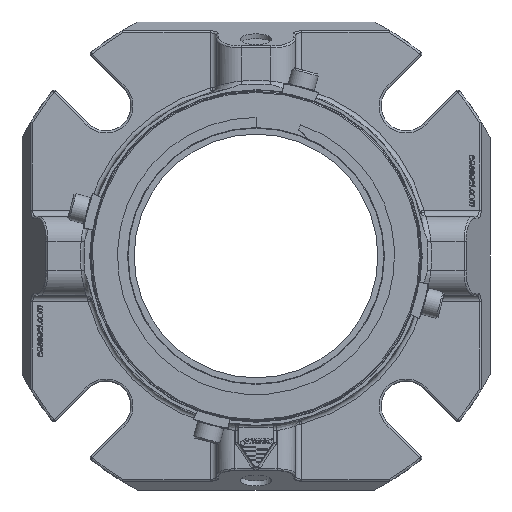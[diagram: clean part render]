
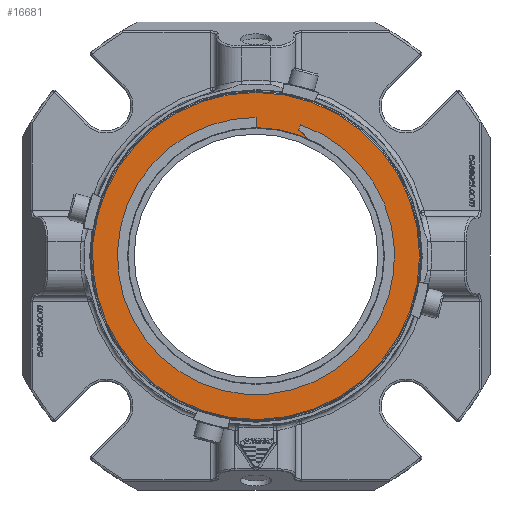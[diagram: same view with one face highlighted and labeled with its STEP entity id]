
A CAD part, left-side view. The second image highlights one B-rep face of the part: STEP entity #16681.
In plain terms, the highlighted planar face has unit normal (-1, 0, 0).
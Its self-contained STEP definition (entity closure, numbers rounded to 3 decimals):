
#2003=LINE('',#34136,#3055);
#2007=LINE('',#34148,#3059);
#3055=VECTOR('',#22022,1000.);
#3059=VECTOR('',#22036,1000.);
#3389=PLANE('',#18176);
#7802=ORIENTED_EDGE('',*,*,#10620,.F.);
#7803=ORIENTED_EDGE('',*,*,#10618,.F.);
#7804=ORIENTED_EDGE('',*,*,#10616,.T.);
#7805=ORIENTED_EDGE('',*,*,#10614,.F.);
#7806=ORIENTED_EDGE('',*,*,#10611,.T.);
#7807=ORIENTED_EDGE('',*,*,#10637,.T.);
#10611=EDGE_CURVE('',#12308,#12309,#13170,.F.);
#10614=EDGE_CURVE('',#12308,#12310,#2003,.T.);
#10616=EDGE_CURVE('',#12311,#12310,#13171,.T.);
#10618=EDGE_CURVE('',#12311,#12312,#13172,.T.);
#10620=EDGE_CURVE('',#12312,#12309,#2007,.T.);
#10637=EDGE_CURVE('',#12323,#12323,#13183,.T.);
#12308=VERTEX_POINT('',#34131);
#12309=VERTEX_POINT('',#34132);
#12310=VERTEX_POINT('',#34137);
#12311=VERTEX_POINT('',#34141);
#12312=VERTEX_POINT('',#34145);
#12323=VERTEX_POINT('',#34226);
#13170=CIRCLE('',#18146,66.827);
#13171=CIRCLE('',#18149,9.525);
#13172=CIRCLE('',#18151,61.112);
#13183=CIRCLE('',#18177,78.867);
#14223=EDGE_LOOP('',(#7802,#7803,#7804,#7805,#7806));
#14224=EDGE_LOOP('',(#7807));
#15327=FACE_BOUND('',#14223,.T.);
#15328=FACE_BOUND('',#14224,.T.);
#16681=ADVANCED_FACE('',(#15327,#15328),#3389,.T.);
#18146=AXIS2_PLACEMENT_3D('',#34130,#22016,#22017);
#18149=AXIS2_PLACEMENT_3D('',#34140,#22026,#22027);
#18151=AXIS2_PLACEMENT_3D('',#34144,#22031,#22032);
#18176=AXIS2_PLACEMENT_3D('',#34224,#22083,#22084);
#18177=AXIS2_PLACEMENT_3D('',#34225,#22085,#22086);
#22016=DIRECTION('',(-1.,0.,0.));
#22017=DIRECTION('',(0.,0.,1.));
#22022=DIRECTION('',(0.,0.423,-0.906));
#22026=DIRECTION('',(-1.,0.,0.));
#22027=DIRECTION('',(0.,0.,1.));
#22031=DIRECTION('',(-1.,0.,0.));
#22032=DIRECTION('',(0.,0.,1.));
#22036=DIRECTION('',(0.,0.,1.));
#22083=DIRECTION('',(-1.,0.,0.));
#22084=DIRECTION('',(0.,0.,1.));
#22085=DIRECTION('',(-1.,0.,0.));
#22086=DIRECTION('',(0.,0.,1.));
#34130=CARTESIAN_POINT('',(-103.505,0.,0.));
#34131=CARTESIAN_POINT('',(-103.505,-21.481,63.281));
#34132=CARTESIAN_POINT('',(-103.505,0.,66.827));
#34136=CARTESIAN_POINT('',(-103.505,-21.481,63.281));
#34137=CARTESIAN_POINT('',(-103.505,-20.266,60.674));
#34140=CARTESIAN_POINT('',(-103.505,-16.24,52.042));
#34141=CARTESIAN_POINT('',(-103.505,-25.009,55.761));
#34144=CARTESIAN_POINT('',(-103.505,0.,0.));
#34145=CARTESIAN_POINT('',(-103.505,0.,61.112));
#34148=CARTESIAN_POINT('',(-103.505,0.,61.112));
#34224=CARTESIAN_POINT('',(-103.505,0.,-79.375));
#34225=CARTESIAN_POINT('',(-103.505,0.,0.));
#34226=CARTESIAN_POINT('',(-103.505,0.,78.867));
